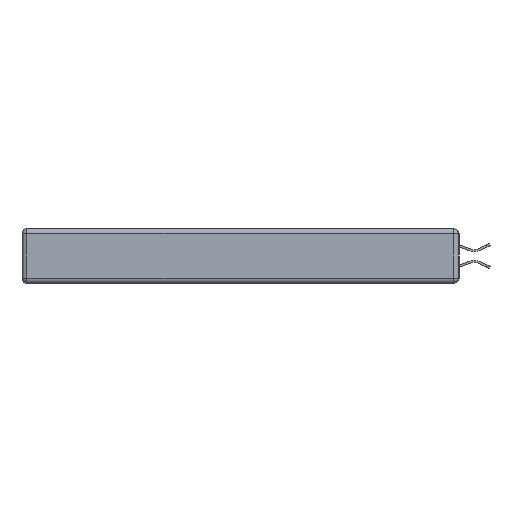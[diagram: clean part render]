
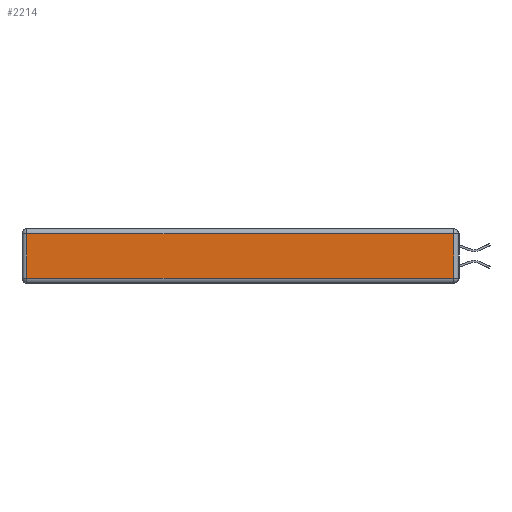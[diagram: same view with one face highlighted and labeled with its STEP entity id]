
A CAD part, left-side view. The second image highlights one B-rep face of the part: STEP entity #2214.
In plain terms, the highlighted planar face has unit normal (-1, 0, 0).
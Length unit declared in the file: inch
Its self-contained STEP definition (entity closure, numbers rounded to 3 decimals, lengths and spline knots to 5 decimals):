
#193 = LINE ( 'NONE', #564, #16432 ) ;
#414 = VECTOR ( 'NONE', #1845, 39.37008 ) ;
#564 = CARTESIAN_POINT ( 'NONE',  ( 0., 0., -0.313 ) ) ;
#988 = VECTOR ( 'NONE', #14004, 39.37008 ) ;
#1041 = VECTOR ( 'NONE', #12238, 39.37008 ) ;
#1410 = EDGE_CURVE ( 'NONE', #1744, #15943, #193, .T. ) ;
#1744 = VERTEX_POINT ( 'NONE', #12137 ) ;
#1845 = DIRECTION ( 'NONE',  ( 0., 0., -1. ) ) ;
#1949 = FACE_OUTER_BOUND ( 'NONE', #5999, .T. ) ;
#2214 = ADVANCED_FACE ( 'NONE', ( #1949 ), #4278, .T. ) ;
#4278 = PLANE ( 'NONE',  #18114 ) ;
#4439 = CARTESIAN_POINT ( 'NONE',  ( 0., 2.75, -0.03 ) ) ;
#4595 = LINE ( 'NONE', #4439, #988 ) ;
#5898 = ORIENTED_EDGE ( 'NONE', *, *, #1410, .T. ) ;
#5999 = EDGE_LOOP ( 'NONE', ( #5898, #8214, #10441, #17499 ) ) ;
#7466 = EDGE_CURVE ( 'NONE', #13400, #1744, #9422, .T. ) ;
#7970 = EDGE_CURVE ( 'NONE', #15943, #14568, #9841, .T. ) ;
#8214 = ORIENTED_EDGE ( 'NONE', *, *, #7970, .T. ) ;
#9041 = CARTESIAN_POINT ( 'NONE',  ( 0., 2.72, -0.343 ) ) ;
#9422 = LINE ( 'NONE', #9041, #414 ) ;
#9841 = LINE ( 'NONE', #10912, #1041 ) ;
#10441 = ORIENTED_EDGE ( 'NONE', *, *, #18186, .T. ) ;
#10912 = CARTESIAN_POINT ( 'NONE',  ( 0., 0.03, -0.343 ) ) ;
#12137 = CARTESIAN_POINT ( 'NONE',  ( 0., 2.72, -0.313 ) ) ;
#12238 = DIRECTION ( 'NONE',  ( 0., 0., 1. ) ) ;
#12915 = CARTESIAN_POINT ( 'NONE',  ( 0., 0., -0.343 ) ) ;
#13400 = VERTEX_POINT ( 'NONE', #16830 ) ;
#13602 = CARTESIAN_POINT ( 'NONE',  ( 0., 0.03, -0.313 ) ) ;
#14004 = DIRECTION ( 'NONE',  ( 0., 1., 0. ) ) ;
#14568 = VERTEX_POINT ( 'NONE', #17028 ) ;
#15828 = DIRECTION ( 'NONE',  ( -1., 0., 0. ) ) ;
#15943 = VERTEX_POINT ( 'NONE', #13602 ) ;
#16103 = DIRECTION ( 'NONE',  ( 0., 0., 1. ) ) ;
#16316 = DIRECTION ( 'NONE',  ( 0., -1., 0. ) ) ;
#16432 = VECTOR ( 'NONE', #16316, 39.37008 ) ;
#16830 = CARTESIAN_POINT ( 'NONE',  ( 0., 2.72, -0.03 ) ) ;
#17028 = CARTESIAN_POINT ( 'NONE',  ( 0., 0.03, -0.03 ) ) ;
#17499 = ORIENTED_EDGE ( 'NONE', *, *, #7466, .T. ) ;
#18114 = AXIS2_PLACEMENT_3D ( 'NONE', #12915, #15828, #16103 ) ;
#18186 = EDGE_CURVE ( 'NONE', #14568, #13400, #4595, .T. ) ;
